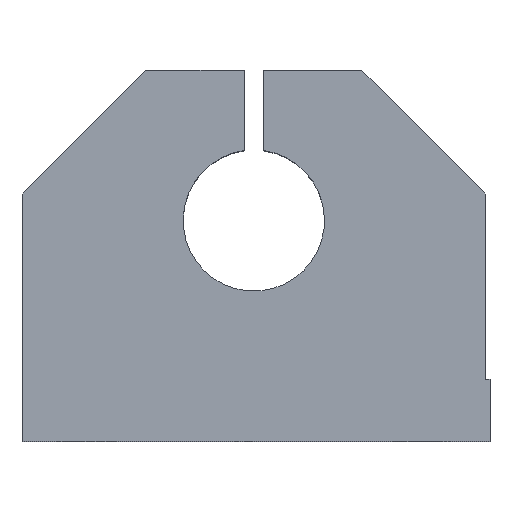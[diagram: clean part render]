
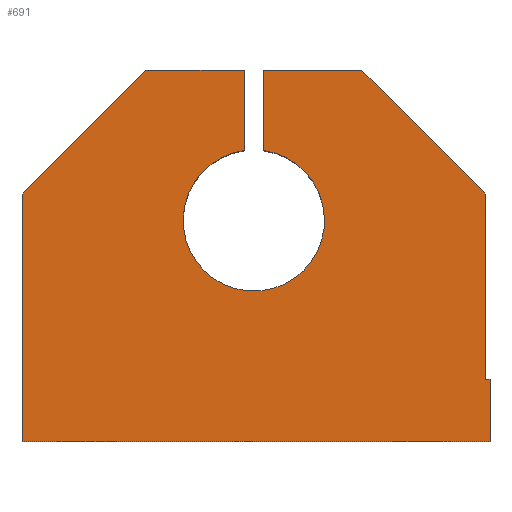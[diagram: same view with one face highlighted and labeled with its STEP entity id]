
A CAD part, top view. The second image highlights one B-rep face of the part: STEP entity #691.
In plain terms, the highlighted planar face has unit normal (0, 0, 1).
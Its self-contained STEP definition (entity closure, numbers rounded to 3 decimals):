
#67=CIRCLE('',#770,8.);
#107=FACE_OUTER_BOUND('',#158,.T.);
#158=EDGE_LOOP('',(#614,#615,#616,#617,#618,#619,#620,#621,#622,#623,#624,
#625));
#160=LINE('',#972,#223);
#165=LINE('',#981,#228);
#190=LINE('',#1138,#253);
#199=LINE('',#1185,#262);
#205=LINE('',#1196,#268);
#213=LINE('',#1212,#276);
#214=LINE('',#1215,#277);
#216=LINE('',#1219,#279);
#219=LINE('',#1226,#282);
#220=LINE('',#1228,#283);
#221=LINE('',#1230,#284);
#223=VECTOR('',#780,10.);
#228=VECTOR('',#787,10.);
#253=VECTOR('',#862,10.);
#262=VECTOR('',#919,10.);
#268=VECTOR('',#927,10.);
#276=VECTOR('',#941,10.);
#277=VECTOR('',#944,10.);
#279=VECTOR('',#948,10.);
#282=VECTOR('',#957,10.);
#283=VECTOR('',#960,10.);
#284=VECTOR('',#963,10.);
#285=VERTEX_POINT('',#968);
#287=VERTEX_POINT('',#971);
#289=VERTEX_POINT('',#977);
#319=VERTEX_POINT('',#1135);
#320=VERTEX_POINT('',#1137);
#333=VERTEX_POINT('',#1183);
#334=VERTEX_POINT('',#1184);
#338=VERTEX_POINT('',#1194);
#343=VERTEX_POINT('',#1210);
#344=VERTEX_POINT('',#1214);
#345=VERTEX_POINT('',#1218);
#346=VERTEX_POINT('',#1222);
#348=EDGE_CURVE('',#285,#287,#160,.T.);
#353=EDGE_CURVE('',#287,#289,#165,.T.);
#393=EDGE_CURVE('',#319,#320,#190,.T.);
#415=EDGE_CURVE('',#333,#334,#199,.T.);
#421=EDGE_CURVE('',#338,#333,#205,.T.);
#430=EDGE_CURVE('',#343,#319,#213,.T.);
#431=EDGE_CURVE('',#320,#344,#214,.T.);
#433=EDGE_CURVE('',#344,#345,#216,.T.);
#435=EDGE_CURVE('',#345,#346,#67,.T.);
#437=EDGE_CURVE('',#346,#338,#219,.T.);
#438=EDGE_CURVE('',#334,#285,#220,.T.);
#439=EDGE_CURVE('',#289,#343,#221,.T.);
#614=ORIENTED_EDGE('',*,*,#415,.F.);
#615=ORIENTED_EDGE('',*,*,#421,.F.);
#616=ORIENTED_EDGE('',*,*,#437,.F.);
#617=ORIENTED_EDGE('',*,*,#435,.F.);
#618=ORIENTED_EDGE('',*,*,#433,.F.);
#619=ORIENTED_EDGE('',*,*,#431,.F.);
#620=ORIENTED_EDGE('',*,*,#393,.F.);
#621=ORIENTED_EDGE('',*,*,#430,.F.);
#622=ORIENTED_EDGE('',*,*,#439,.F.);
#623=ORIENTED_EDGE('',*,*,#353,.F.);
#624=ORIENTED_EDGE('',*,*,#348,.F.);
#625=ORIENTED_EDGE('',*,*,#438,.F.);
#652=PLANE('',#774);
#691=ADVANCED_FACE('',(#107),#652,.T.);
#770=AXIS2_PLACEMENT_3D('',#1223,#952,#953);
#774=AXIS2_PLACEMENT_3D('',#1231,#964,#965);
#780=DIRECTION('',(1.,0.,0.));
#787=DIRECTION('',(0.,-1.,0.));
#862=DIRECTION('',(0.707,0.707,0.));
#919=DIRECTION('',(0.707,-0.707,0.));
#927=DIRECTION('',(1.,0.,0.));
#941=DIRECTION('',(0.,1.,0.));
#944=DIRECTION('',(1.,0.,0.));
#948=DIRECTION('',(0.,-1.,0.));
#952=DIRECTION('center_axis',(0.,0.,1.));
#953=DIRECTION('ref_axis',(0.134,-0.991,0.));
#957=DIRECTION('',(0.,1.,0.));
#960=DIRECTION('',(0.,-1.,0.));
#963=DIRECTION('',(-1.,0.,0.));
#964=DIRECTION('center_axis',(0.,0.,1.));
#965=DIRECTION('ref_axis',(1.,0.,0.));
#968=CARTESIAN_POINT('',(26.25,-14.,12.));
#971=CARTESIAN_POINT('',(26.75,-14.,12.));
#972=CARTESIAN_POINT('',(26.25,-14.,12.));
#977=CARTESIAN_POINT('',(26.75,-21.,12.));
#981=CARTESIAN_POINT('',(26.75,-14.,12.));
#1135=CARTESIAN_POINT('',(-26.25,7.,12.));
#1137=CARTESIAN_POINT('',(-12.25,21.,12.));
#1138=CARTESIAN_POINT('',(-17.478,15.772,12.));
#1183=CARTESIAN_POINT('',(12.25,21.,12.));
#1184=CARTESIAN_POINT('',(26.25,7.,12.));
#1185=CARTESIAN_POINT('',(17.478,15.772,12.));
#1194=CARTESIAN_POINT('',(1.075,21.,12.));
#1196=CARTESIAN_POINT('',(26.25,21.,12.));
#1210=CARTESIAN_POINT('',(-26.25,-21.,12.));
#1212=CARTESIAN_POINT('',(-26.25,21.,12.));
#1214=CARTESIAN_POINT('',(-1.075,21.,12.));
#1215=CARTESIAN_POINT('',(-1.075,21.,12.));
#1218=CARTESIAN_POINT('',(-1.075,11.927,12.));
#1219=CARTESIAN_POINT('',(-1.075,11.927,12.));
#1222=CARTESIAN_POINT('',(1.075,11.927,12.));
#1223=CARTESIAN_POINT('Origin',(0.,4.,12.));
#1226=CARTESIAN_POINT('',(1.075,21.,12.));
#1228=CARTESIAN_POINT('',(26.25,-21.,12.));
#1230=CARTESIAN_POINT('',(-26.25,-21.,12.));
#1231=CARTESIAN_POINT('Origin',(0.,1.839,
12.));
